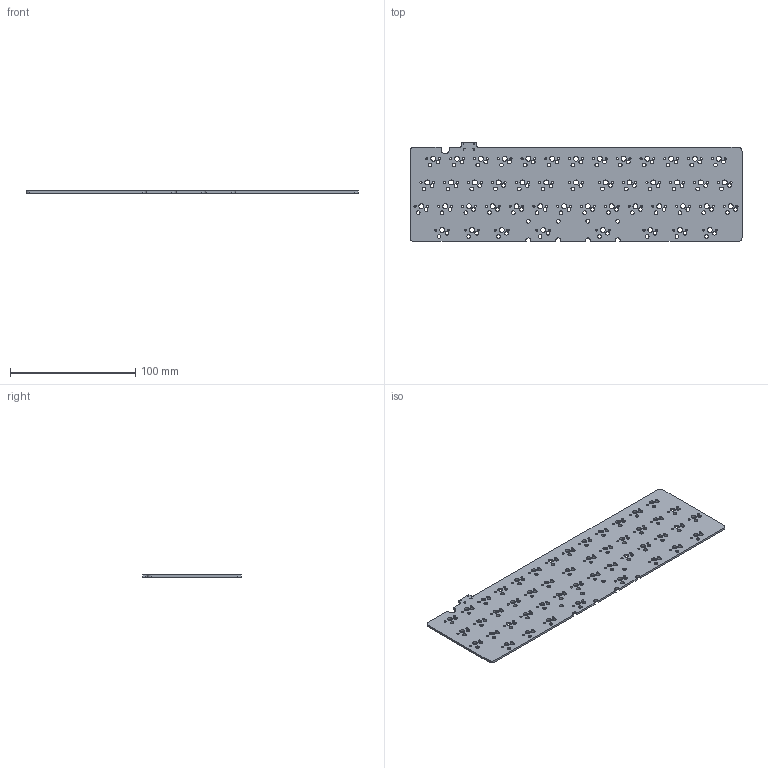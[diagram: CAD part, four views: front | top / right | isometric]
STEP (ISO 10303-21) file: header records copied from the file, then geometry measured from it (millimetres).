
FILE_DESCRIPTION(('KiCad electronic assembly'),'2;1');
FILE_NAME('Shoto.step','2020-04-17T00:06:33',('An Author'),('A Company') ,'Open CASCADE STEP processor 7.4','KiCad to STEP converter','Unknown' );
FILE_SCHEMA(('AUTOMOTIVE_DESIGN { 1 0 10303 214 1 1 1 1 }'));
Length unit declared in the file: millimetre
Products named in the file (2): Open CASCADE STEP translator 7.4 1; COMPOUND
Assembly tree (1 placements, depth 2):
  Open CASCADE STEP translator 7.4 1
    COMPOUND
Bounding box: 265.17 x 78.98 x 1.6 mm (x, y, z)
Volume: 29440.2 mm3; surface area: 41225.3 mm2
Topology: 1 solids, 1 shells, 294 faces, 876 edges, 584 vertices
Faces by surface type: cylinder 269, plane 25
Full cylindrical faces by diameter (mm): 0.65 x2, 1.7 x96, 2.95 x96, 3.048 x4, 3.98 x48
Entity records: 22617 total; most frequent: DIRECTION 3742, CARTESIAN_POINT 3524, ORIENTED_EDGE 1752, PCURVE 1752, DEFINITIONAL_REPRESENTATION 1752, LINE 1536, VECTOR 1536, CIRCLE 1076
